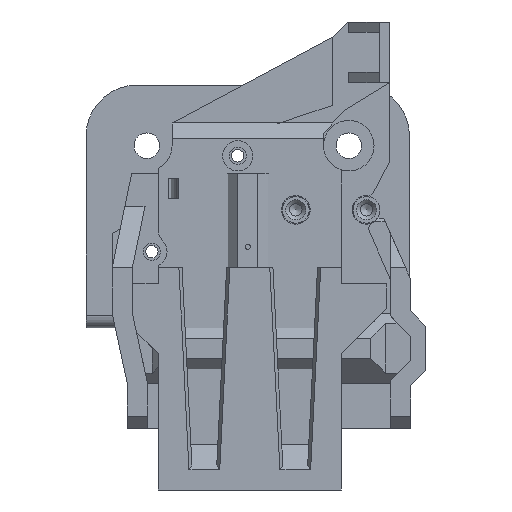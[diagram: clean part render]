
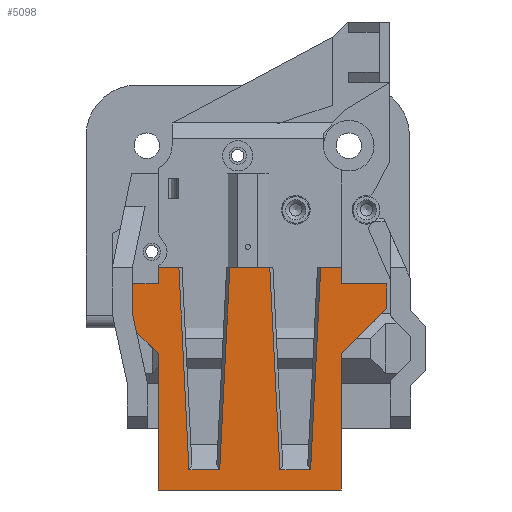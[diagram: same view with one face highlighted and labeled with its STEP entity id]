
A CAD part, front view. The second image highlights one B-rep face of the part: STEP entity #5098.
In plain terms, the highlighted planar face has unit normal (0, -1, 0).
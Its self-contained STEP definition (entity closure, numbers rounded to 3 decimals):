
#231=PLANE('',#5478);
#482=FACE_OUTER_BOUND('',#785,.T.);
#785=EDGE_LOOP('',(#4353,#4354,#4355,#4356,#4357,#4358,#4359,#4360,#4361,
#4362,#4363,#4364,#4365,#4366,#4367,#4368,#4369,#4370,#4371,#4372));
#1279=LINE('',#7883,#1906);
#1288=LINE('',#7901,#1915);
#1289=LINE('',#7904,#1916);
#1293=LINE('',#7912,#1920);
#1294=LINE('',#7914,#1921);
#1295=LINE('',#7916,#1922);
#1296=LINE('',#7918,#1923);
#1297=LINE('',#7920,#1924);
#1298=LINE('',#7922,#1925);
#1299=LINE('',#7924,#1926);
#1300=LINE('',#7926,#1927);
#1301=LINE('',#7928,#1928);
#1302=LINE('',#7930,#1929);
#1303=LINE('',#7932,#1930);
#1304=LINE('',#7934,#1931);
#1305=LINE('',#7936,#1932);
#1306=LINE('',#7938,#1933);
#1307=LINE('',#7940,#1934);
#1308=LINE('',#7941,#1935);
#1309=LINE('',#7942,#1936);
#1906=VECTOR('',#6457,10.);
#1915=VECTOR('',#6470,10.);
#1916=VECTOR('',#6473,10.);
#1920=VECTOR('',#6479,10.);
#1921=VECTOR('',#6480,10.);
#1922=VECTOR('',#6481,10.);
#1923=VECTOR('',#6482,10.);
#1924=VECTOR('',#6483,10.);
#1925=VECTOR('',#6484,10.);
#1926=VECTOR('',#6485,10.);
#1927=VECTOR('',#6486,10.);
#1928=VECTOR('',#6487,10.);
#1929=VECTOR('',#6488,10.);
#1930=VECTOR('',#6489,10.);
#1931=VECTOR('',#6490,10.);
#1932=VECTOR('',#6491,10.);
#1933=VECTOR('',#6492,10.);
#1934=VECTOR('',#6493,10.);
#1935=VECTOR('',#6494,10.);
#1936=VECTOR('',#6495,10.);
#2548=VERTEX_POINT('',#7880);
#2549=VERTEX_POINT('',#7882);
#2553=VERTEX_POINT('',#7894);
#2556=VERTEX_POINT('',#7899);
#2557=VERTEX_POINT('',#7903);
#2560=VERTEX_POINT('',#7911);
#2561=VERTEX_POINT('',#7913);
#2562=VERTEX_POINT('',#7915);
#2563=VERTEX_POINT('',#7917);
#2564=VERTEX_POINT('',#7919);
#2565=VERTEX_POINT('',#7921);
#2566=VERTEX_POINT('',#7923);
#2567=VERTEX_POINT('',#7925);
#2568=VERTEX_POINT('',#7927);
#2569=VERTEX_POINT('',#7929);
#2570=VERTEX_POINT('',#7931);
#2571=VERTEX_POINT('',#7933);
#2572=VERTEX_POINT('',#7935);
#2573=VERTEX_POINT('',#7937);
#2574=VERTEX_POINT('',#7939);
#3169=EDGE_CURVE('',#2548,#2549,#1279,.T.);
#3178=EDGE_CURVE('',#2556,#2553,#1288,.T.);
#3179=EDGE_CURVE('',#2557,#2553,#1289,.T.);
#3183=EDGE_CURVE('',#2548,#2560,#1293,.T.);
#3184=EDGE_CURVE('',#2561,#2560,#1294,.T.);
#3185=EDGE_CURVE('',#2561,#2562,#1295,.F.);
#3186=EDGE_CURVE('',#2563,#2562,#1296,.T.);
#3187=EDGE_CURVE('',#2563,#2564,#1297,.T.);
#3188=EDGE_CURVE('',#2564,#2565,#1298,.F.);
#3189=EDGE_CURVE('',#2565,#2566,#1299,.F.);
#3190=EDGE_CURVE('',#2566,#2567,#1300,.T.);
#3191=EDGE_CURVE('',#2567,#2568,#1301,.T.);
#3192=EDGE_CURVE('',#2568,#2569,#1302,.F.);
#3193=EDGE_CURVE('',#2569,#2570,#1303,.T.);
#3194=EDGE_CURVE('',#2570,#2571,#1304,.F.);
#3195=EDGE_CURVE('',#2571,#2572,#1305,.T.);
#3196=EDGE_CURVE('',#2573,#2572,#1306,.T.);
#3197=EDGE_CURVE('',#2574,#2573,#1307,.T.);
#3198=EDGE_CURVE('',#2574,#2557,#1308,.F.);
#3199=EDGE_CURVE('',#2556,#2549,#1309,.F.);
#4353=ORIENTED_EDGE('',*,*,#3169,.F.);
#4354=ORIENTED_EDGE('',*,*,#3183,.T.);
#4355=ORIENTED_EDGE('',*,*,#3184,.F.);
#4356=ORIENTED_EDGE('',*,*,#3185,.T.);
#4357=ORIENTED_EDGE('',*,*,#3186,.F.);
#4358=ORIENTED_EDGE('',*,*,#3187,.T.);
#4359=ORIENTED_EDGE('',*,*,#3188,.T.);
#4360=ORIENTED_EDGE('',*,*,#3189,.T.);
#4361=ORIENTED_EDGE('',*,*,#3190,.T.);
#4362=ORIENTED_EDGE('',*,*,#3191,.T.);
#4363=ORIENTED_EDGE('',*,*,#3192,.T.);
#4364=ORIENTED_EDGE('',*,*,#3193,.T.);
#4365=ORIENTED_EDGE('',*,*,#3194,.T.);
#4366=ORIENTED_EDGE('',*,*,#3195,.T.);
#4367=ORIENTED_EDGE('',*,*,#3196,.F.);
#4368=ORIENTED_EDGE('',*,*,#3197,.F.);
#4369=ORIENTED_EDGE('',*,*,#3198,.T.);
#4370=ORIENTED_EDGE('',*,*,#3179,.T.);
#4371=ORIENTED_EDGE('',*,*,#3178,.F.);
#4372=ORIENTED_EDGE('',*,*,#3199,.T.);
#5098=ADVANCED_FACE('',(#482),#231,.T.);
#5478=AXIS2_PLACEMENT_3D('',#7910,#6477,#6478);
#6457=DIRECTION('',(0.05,0.,-0.999));
#6470=DIRECTION('',(0.05,0.,0.999));
#6473=DIRECTION('',(-1.,0.,0.));
#6477=DIRECTION('center_axis',(0.,-1.,0.));
#6478=DIRECTION('ref_axis',(0.,0.,-1.));
#6479=DIRECTION('',(-1.,0.,0.));
#6480=DIRECTION('',(0.05,0.,0.999));
#6481=DIRECTION('',(1.,0.,0.));
#6482=DIRECTION('',(0.05,0.,-0.999));
#6483=DIRECTION('',(-1.,0.,0.));
#6484=DIRECTION('',(0.,0.,1.));
#6485=DIRECTION('',(1.,0.,0.));
#6486=DIRECTION('',(0.,0.,-1.));
#6487=DIRECTION('',(0.707,0.,-0.707));
#6488=DIRECTION('',(0.,0.,1.));
#6489=DIRECTION('',(1.,0.,0.));
#6490=DIRECTION('',(0.,0.,-1.));
#6491=DIRECTION('',(0.707,0.,0.707));
#6492=DIRECTION('',(0.,0.,-1.));
#6493=DIRECTION('',(1.,0.,0.));
#6494=DIRECTION('',(0.,0.,-1.));
#6495=DIRECTION('',(1.,0.,0.));
#7880=CARTESIAN_POINT('',(3.98,-15.381,1.25));
#7882=CARTESIAN_POINT('',(5.98,-15.381,-38.762));
#7883=CARTESIAN_POINT('',(5.4,-15.381,-27.156));
#7894=CARTESIAN_POINT('',(14.071,-15.381,1.25));
#7899=CARTESIAN_POINT('',(12.07,-15.381,-38.762));
#7901=CARTESIAN_POINT('',(12.631,-15.381,-27.555));
#7903=CARTESIAN_POINT('',(18.175,-15.381,1.25));
#7904=CARTESIAN_POINT('',(9.1,-15.381,1.25));
#7910=CARTESIAN_POINT('Origin',(0.025,-15.381,-15.75));
#7911=CARTESIAN_POINT('',(-3.929,-15.381,1.25));
#7912=CARTESIAN_POINT('',(9.1,-15.381,1.25));
#7913=CARTESIAN_POINT('',(-5.928,-15.381,-38.72));
#7914=CARTESIAN_POINT('',(-5.347,-15.381,-27.106));
#7915=CARTESIAN_POINT('',(-12.022,-15.381,-38.72));
#7916=CARTESIAN_POINT('',(-3.475,-15.381,-38.72));
#7917=CARTESIAN_POINT('',(-14.02,-15.381,1.25));
#7918=CARTESIAN_POINT('',(-12.578,-15.381,-27.605));
#7919=CARTESIAN_POINT('',(-18.125,-15.381,1.25));
#7920=CARTESIAN_POINT('',(9.1,-15.381,1.25));
#7921=CARTESIAN_POINT('',(-18.125,-15.381,-1.95));
#7922=CARTESIAN_POINT('',(-18.125,-15.381,2.088));
#7923=CARTESIAN_POINT('',(-27.125,-15.381,-1.95));
#7924=CARTESIAN_POINT('',(-11.3,-15.381,-1.95));
#7925=CARTESIAN_POINT('',(-27.125,-15.381,-6.75));
#7926=CARTESIAN_POINT('',(-27.125,-15.381,-1.75));
#7927=CARTESIAN_POINT('',(-18.125,-15.381,-15.75));
#7928=CARTESIAN_POINT('',(-27.125,-15.381,-6.75));
#7929=CARTESIAN_POINT('',(-18.125,-15.381,-42.75));
#7930=CARTESIAN_POINT('',(-18.125,-15.381,2.088));
#7931=CARTESIAN_POINT('',(18.175,-15.381,-42.75));
#7932=CARTESIAN_POINT('',(-10.1,-15.381,-42.75));
#7933=CARTESIAN_POINT('',(18.175,-15.381,-15.75));
#7934=CARTESIAN_POINT('',(18.175,-15.381,-23.2));
#7935=CARTESIAN_POINT('',(27.175,-15.381,-6.75));
#7936=CARTESIAN_POINT('',(27.175,-15.381,-6.75));
#7937=CARTESIAN_POINT('',(27.175,-15.381,-1.95));
#7938=CARTESIAN_POINT('',(27.175,-15.381,-1.75));
#7939=CARTESIAN_POINT('',(18.175,-15.381,-1.95));
#7940=CARTESIAN_POINT('',(11.35,-15.381,-1.95));
#7941=CARTESIAN_POINT('',(18.175,-15.381,-23.2));
#7942=CARTESIAN_POINT('',(5.525,-15.381,-38.762));
